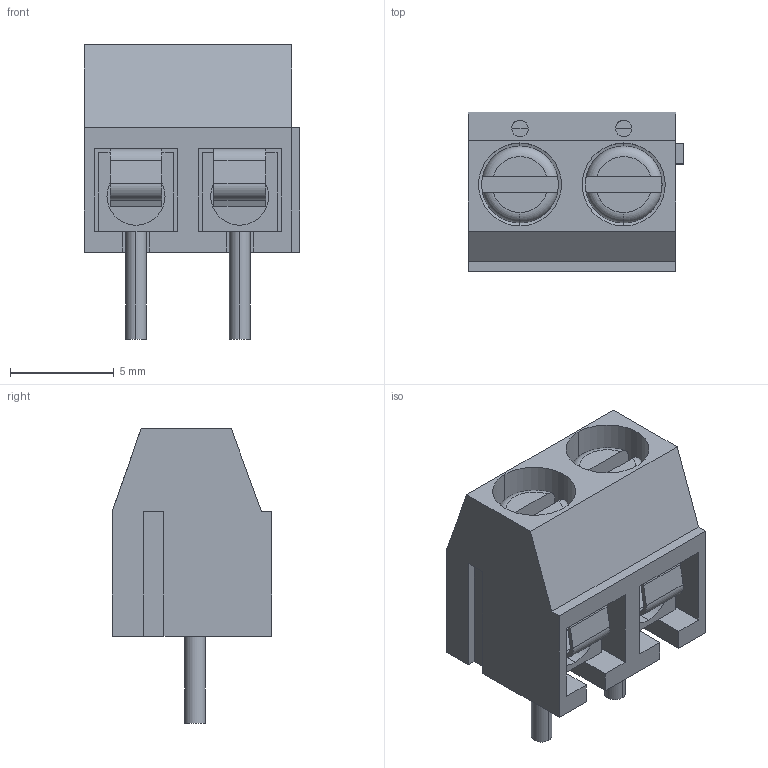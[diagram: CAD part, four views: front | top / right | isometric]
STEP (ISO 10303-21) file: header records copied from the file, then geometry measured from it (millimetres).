
FILE_DESCRIPTION (( 'STEP AP214' ), '1' );
FILE_NAME ('CONN-TH_P5.00_KF301-5.0-2P.step', '2022-08-02T18:42:09', ( '' ), ( '' ), 'SwSTEP 2.0', 'SolidWorks 2020', '' );
FILE_SCHEMA (( 'AUTOMOTIVE_DESIGN' ));
Length unit declared in the file: millimetre
Products named in the file (1): CONN-TH_P5.00_KF301-5.0-2P
Bounding box: 10.4 x 7.7 x 14.2 mm (x, y, z)
Volume: 462.4 mm3; surface area: 1206.5 mm2
Topology: 14 solids, 14 shells, 624 faces, 1770 edges, 1174 vertices
Faces by surface type: plane 374, bspline 194, cylinder 46, torus 6, cone 4
Entity records: 30309 total; most frequent: CARTESIAN_POINT 9675, ORIENTED_EDGE 3540, DIRECTION 2304, EDGE_CURVE 1770, LINE 1234, VECTOR 1234, VERTEX_POINT 1174, EDGE_LOOP 664
